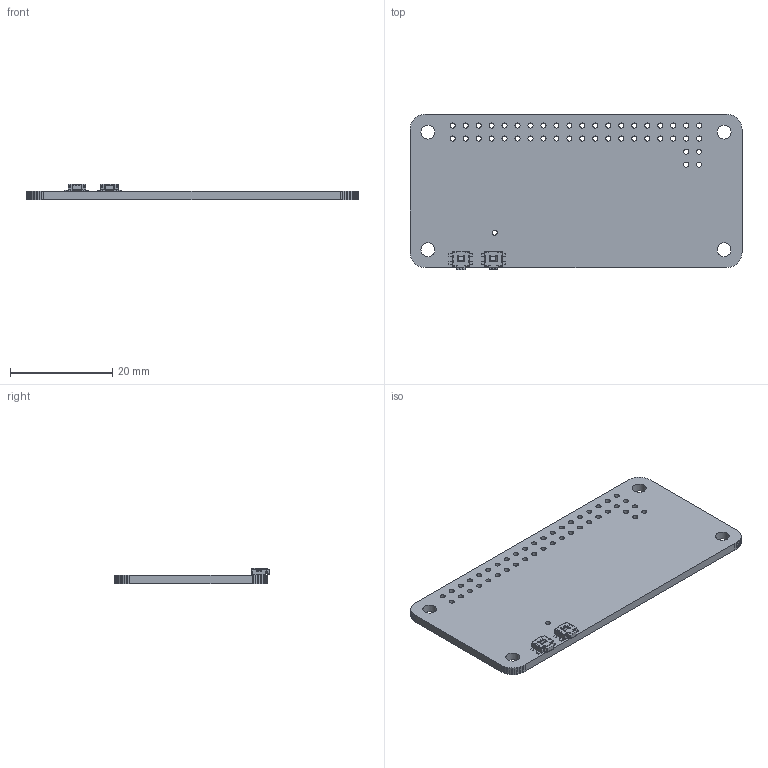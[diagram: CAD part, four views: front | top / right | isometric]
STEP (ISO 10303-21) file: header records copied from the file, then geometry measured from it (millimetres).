
FILE_DESCRIPTION(('KiCad electronic assembly'),'2;1');
FILE_NAME('DevKit2022-Kicad7.step','2023-08-14T16:40:08',('Pcbnew'),( 'Kicad'),'Open CASCADE STEP processor 7.6','KiCad to STEP converter' ,'Unknown');
FILE_SCHEMA(('AUTOMOTIVE_DESIGN { 1 0 10303 214 1 1 1 1 }'));
Length unit declared in the file: millimetre
Products named in the file (4): DevKit2022-Kicad7 1; EVQ-P7A01P--3DModel-STEP-269445; COMPOUND; PCB
Assembly tree (4 placements, depth 3):
  DevKit2022-Kicad7 1
    EVQ-P7A01P--3DModel-STEP-269445  x2
      COMPOUND
    PCB
Bounding box: 65 x 30.43 x 3 mm (x, y, z)
Volume: 3039.5 mm3; surface area: 4494.9 mm2
Topology: 13 solids, 13 shells, 765 faces, 2075 edges, 1342 vertices
Faces by surface type: plane 646, cylinder 119
Full cylindrical faces by diameter (mm): 1 x45, 2.7 x4
Entity records: 30116 total; most frequent: CARTESIAN_POINT 5684, DIRECTION 4530, LINE 3271, VECTOR 3271, ORIENTED_EDGE 2408, PCURVE 2408, DEFINITIONAL_REPRESENTATION 2408, EDGE_CURVE 1204
